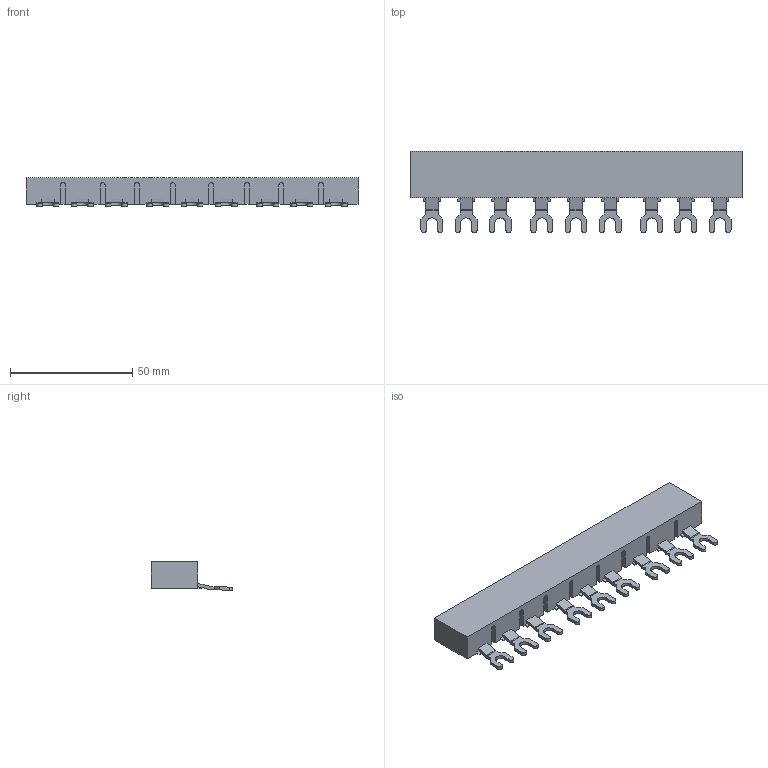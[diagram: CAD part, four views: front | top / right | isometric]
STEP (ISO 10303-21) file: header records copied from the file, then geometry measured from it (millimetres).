
FILE_DESCRIPTION( ( 'STEP AP214' ), ' ' );
FILE_NAME( 'b3_0_3_pkz0.stp', '2017-06-28T07:30:11', ( '' ), ( '' ), ' ', 'PARTsolutions', ' ' );
FILE_SCHEMA( ( 'AUTOMOTIVE_DESIGN { 1 0 10303 214 1 1 1 1 }' ) );
Length unit declared in the file: millimetre
Products named in the file (1): _232289
Bounding box: 136 x 33.25 x 11.78 mm (x, y, z)
Volume: 29036.1 mm3; surface area: 10829.7 mm2
Topology: 1 solids, 1 shells, 227 faces, 648 edges, 432 vertices
Faces by surface type: plane 174, cylinder 53
Entity records: 9180 total; most frequent: CARTESIAN_POINT 1308, ORIENTED_EDGE 1296, DIRECTION 1210, EDGE_CURVE 648, LINE 542, VECTOR 542, VERTEX_POINT 432, AXIS2_PLACEMENT_3D 334
